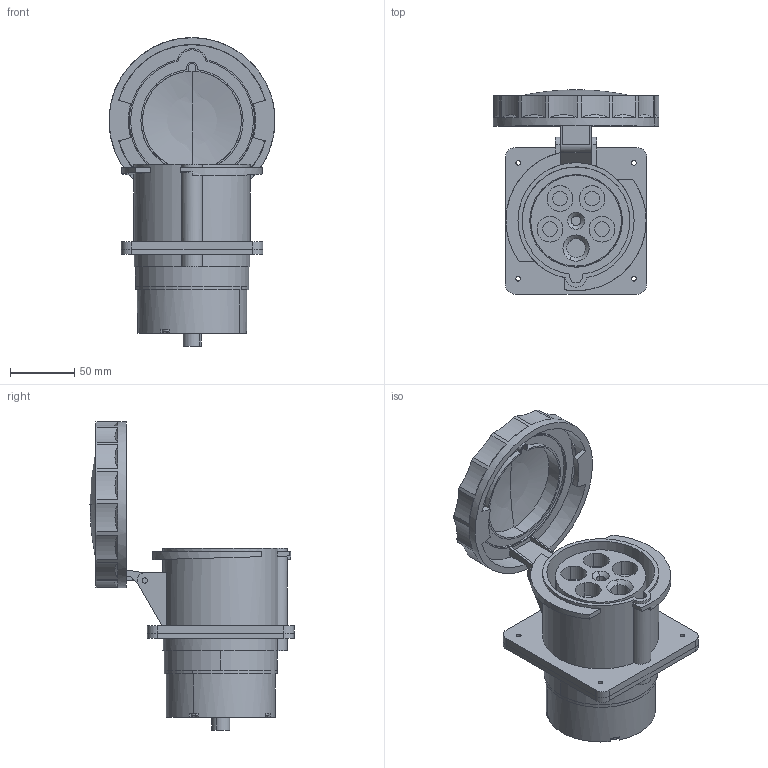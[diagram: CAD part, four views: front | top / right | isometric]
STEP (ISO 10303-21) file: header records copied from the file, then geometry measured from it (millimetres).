
FILE_DESCRIPTION((''),'2;1');
FILE_NAME('81695_3D-SIMPLIFIED_ASM','2023-04-03T08:57:30',('melanie.cordero'),(''),'CREO PARAMETRIC BY PTC INC, 2018260','CREO PARAMETRIC BY PTC INC, 2018260','');
FILE_SCHEMA(('CONFIG_CONTROL_DESIGN'));
Length unit declared in the file: millimetre
Products named in the file (8): PRT1; PRT2; PRT3; PRT4; PRT5; PRT6; PRT7; 81695_3D-SIMPLIFIED_ASM
Assembly tree (9 placements, depth 2):
  81695_3D-SIMPLIFIED_ASM
    PRT1
    PRT2
    PRT3
    PRT4
    PRT5
    PRT6
    PRT7  x3
Bounding box: 129 x 158.7 x 240 mm (x, y, z)
Volume: 811259.8 mm3; surface area: 214547.2 mm2
Topology: 9 solids, 9 shells, 389 faces, 1071 edges, 748 vertices
Faces by surface type: cylinder 182, plane 166, cone 30, sphere 11
Entity records: 12179 total; most frequent: CARTESIAN_POINT 2377, DIRECTION 2177, ORIENTED_EDGE 1948, EDGE_CURVE 974, AXIS2_PLACEMENT_3D 892, VERTEX_POINT 684, CIRCLE 518, EDGE_LOOP 438
